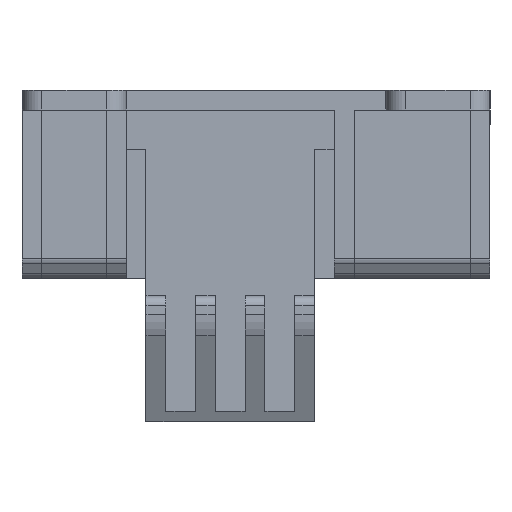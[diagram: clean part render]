
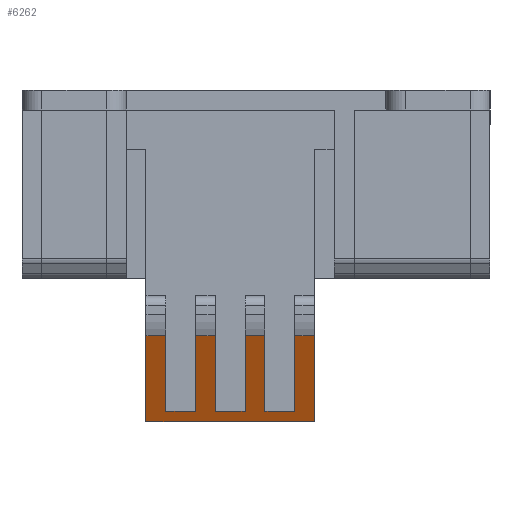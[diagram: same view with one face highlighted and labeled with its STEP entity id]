
A CAD part, left-side view. The second image highlights one B-rep face of the part: STEP entity #6262.
In plain terms, the highlighted planar face has unit normal (-0.907, 0, -0.421).
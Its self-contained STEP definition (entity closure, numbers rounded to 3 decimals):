
#59 = EDGE_CURVE ( 'NONE', #6443, #8180, #2784, .T. ) ;
#95 = CARTESIAN_POINT ( 'NONE',  ( -272.785, -5.9, -14.251 ) ) ;
#122 = ORIENTED_EDGE ( 'NONE', *, *, #1664, .T. ) ;
#217 = LINE ( 'NONE', #1252, #5477 ) ;
#266 = ORIENTED_EDGE ( 'NONE', *, *, #1918, .T. ) ;
#271 = CARTESIAN_POINT ( 'NONE',  ( -268.75, 4.1, -22.945 ) ) ;
#291 = FACE_OUTER_BOUND ( 'NONE', #7352, .T. ) ;
#353 = EDGE_CURVE ( 'NONE', #8335, #2722, #1737, .T. ) ;
#470 = CARTESIAN_POINT ( 'NONE',  ( -272.785, -5.9, -14.251 ) ) ;
#559 = LINE ( 'NONE', #5577, #6055 ) ;
#737 = CARTESIAN_POINT ( 'NONE',  ( -272.785, -5.9, -14.251 ) ) ;
#768 = DIRECTION ( 'NONE',  ( 0., 1., 0. ) ) ;
#786 = EDGE_CURVE ( 'NONE', #974, #5391, #8002, .T. ) ;
#859 = CARTESIAN_POINT ( 'NONE',  ( -268.75, 1.1, -22.945 ) ) ;
#974 = VERTEX_POINT ( 'NONE', #3651 ) ;
#1047 = VERTEX_POINT ( 'NONE', #2976 ) ;
#1056 = VERTEX_POINT ( 'NONE', #8703 ) ;
#1252 = CARTESIAN_POINT ( 'NONE',  ( -269.25, -5.9, -21.868 ) ) ;
#1297 = ORIENTED_EDGE ( 'NONE', *, *, #786, .T. ) ;
#1342 = CARTESIAN_POINT ( 'NONE',  ( -269.25, -5.9, -21.868 ) ) ;
#1400 = DIRECTION ( 'NONE',  ( 0., 1., 0. ) ) ;
#1437 = VERTEX_POINT ( 'NONE', #5589 ) ;
#1607 = DIRECTION ( 'NONE',  ( 0.421, 0., -0.907 ) ) ;
#1621 = CARTESIAN_POINT ( 'NONE',  ( -272.785, -0.9, -14.251 ) ) ;
#1650 = VECTOR ( 'NONE', #7156, 1000. ) ;
#1664 = EDGE_CURVE ( 'NONE', #8455, #1056, #3382, .T. ) ;
#1707 = CARTESIAN_POINT ( 'NONE',  ( -272.785, 1.1, -14.251 ) ) ;
#1737 = LINE ( 'NONE', #737, #3665 ) ;
#1844 = DIRECTION ( 'NONE',  ( -0.421, 0., 0.907 ) ) ;
#1894 = CARTESIAN_POINT ( 'NONE',  ( -268.75, 11.1, -22.945 ) ) ;
#1918 = EDGE_CURVE ( 'NONE', #1047, #974, #6630, .T. ) ;
#2097 = CARTESIAN_POINT ( 'NONE',  ( -268.75, -5.9, -22.945 ) ) ;
#2105 = VECTOR ( 'NONE', #2502, 1000. ) ;
#2384 = ORIENTED_EDGE ( 'NONE', *, *, #5175, .T. ) ;
#2423 = ORIENTED_EDGE ( 'NONE', *, *, #2947, .T. ) ;
#2492 = VECTOR ( 'NONE', #1844, 1000. ) ;
#2502 = DIRECTION ( 'NONE',  ( -0.421, 0., 0.907 ) ) ;
#2517 = CARTESIAN_POINT ( 'NONE',  ( -268.75, -0.9, -22.945 ) ) ;
#2588 = ORIENTED_EDGE ( 'NONE', *, *, #9025, .T. ) ;
#2621 = CARTESIAN_POINT ( 'NONE',  ( -269.25, -5.9, -21.868 ) ) ;
#2722 = VERTEX_POINT ( 'NONE', #8559 ) ;
#2782 = CARTESIAN_POINT ( 'NONE',  ( -269.25, 9.1, -21.868 ) ) ;
#2784 = LINE ( 'NONE', #2621, #5913 ) ;
#2904 = VECTOR ( 'NONE', #1607, 1000. ) ;
#2947 = EDGE_CURVE ( 'NONE', #8180, #1047, #5236, .T. ) ;
#2976 = CARTESIAN_POINT ( 'NONE',  ( -272.785, 4.1, -14.251 ) ) ;
#3068 = DIRECTION ( 'NONE',  ( -0.421, 0., 0.907 ) ) ;
#3214 = DIRECTION ( 'NONE',  ( 0.421, 0., -0.907 ) ) ;
#3279 = PLANE ( 'NONE',  #9153 ) ;
#3310 = DIRECTION ( 'NONE',  ( -0.421, 0., 0.907 ) ) ;
#3382 = LINE ( 'NONE', #3878, #7069 ) ;
#3393 = CARTESIAN_POINT ( 'NONE',  ( -272.785, -3.9, -14.251 ) ) ;
#3588 = DIRECTION ( 'NONE',  ( 0., 1., 0. ) ) ;
#3651 = CARTESIAN_POINT ( 'NONE',  ( -272.785, 6.1, -14.251 ) ) ;
#3658 = CARTESIAN_POINT ( 'NONE',  ( -269.25, 4.1, -21.868 ) ) ;
#3665 = VECTOR ( 'NONE', #768, 1000. ) ;
#3795 = VECTOR ( 'NONE', #4417, 1000. ) ;
#3878 = CARTESIAN_POINT ( 'NONE',  ( -268.75, -3.9, -22.945 ) ) ;
#3968 = CARTESIAN_POINT ( 'NONE',  ( -272.785, 9.1, -14.251 ) ) ;
#4175 = VERTEX_POINT ( 'NONE', #2782 ) ;
#4203 = CARTESIAN_POINT ( 'NONE',  ( -268.75, 11.1, -22.945 ) ) ;
#4370 = VECTOR ( 'NONE', #1400, 1000. ) ;
#4417 = DIRECTION ( 'NONE',  ( -0.421, 0., 0.907 ) ) ;
#4656 = EDGE_CURVE ( 'NONE', #4175, #8335, #559, .T. ) ;
#4672 = EDGE_CURVE ( 'NONE', #6588, #8455, #7537, .T. ) ;
#4679 = EDGE_CURVE ( 'NONE', #5391, #4175, #8417, .T. ) ;
#4685 = LINE ( 'NONE', #470, #5247 ) ;
#4719 = CARTESIAN_POINT ( 'NONE',  ( -268.75, 6.1, -22.945 ) ) ;
#5013 = CARTESIAN_POINT ( 'NONE',  ( -272.785, -5.9, -14.251 ) ) ;
#5175 = EDGE_CURVE ( 'NONE', #6471, #6588, #8077, .T. ) ;
#5236 = LINE ( 'NONE', #271, #5349 ) ;
#5247 = VECTOR ( 'NONE', #5549, 1000. ) ;
#5349 = VECTOR ( 'NONE', #3068, 1000. ) ;
#5355 = LINE ( 'NONE', #859, #2904 ) ;
#5391 = VERTEX_POINT ( 'NONE', #9128 ) ;
#5399 = LINE ( 'NONE', #2517, #2492 ) ;
#5406 = EDGE_CURVE ( 'NONE', #1056, #1437, #217, .T. ) ;
#5463 = ORIENTED_EDGE ( 'NONE', *, *, #4679, .T. ) ;
#5477 = VECTOR ( 'NONE', #8628, 1000. ) ;
#5478 = EDGE_CURVE ( 'NONE', #8219, #6443, #5355, .T. ) ;
#5495 = VECTOR ( 'NONE', #5616, 1000. ) ;
#5507 = DIRECTION ( 'NONE',  ( 0.421, 0., -0.907 ) ) ;
#5549 = DIRECTION ( 'NONE',  ( 0., 1., 0. ) ) ;
#5577 = CARTESIAN_POINT ( 'NONE',  ( -268.75, 9.1, -22.945 ) ) ;
#5589 = CARTESIAN_POINT ( 'NONE',  ( -269.25, -0.9, -21.868 ) ) ;
#5616 = DIRECTION ( 'NONE',  ( 0., 1., 0. ) ) ;
#5913 = VECTOR ( 'NONE', #9080, 1000. ) ;
#6055 = VECTOR ( 'NONE', #7016, 1000. ) ;
#6180 = CARTESIAN_POINT ( 'NONE',  ( -268.75, -5.9, -22.945 ) ) ;
#6220 = CARTESIAN_POINT ( 'NONE',  ( -272.785, -5.9, -14.251 ) ) ;
#6262 = ADVANCED_FACE ( 'NONE', ( #291 ), #3279, .T. ) ;
#6360 = CARTESIAN_POINT ( 'NONE',  ( -268.75, -5.9, -22.945 ) ) ;
#6443 = VERTEX_POINT ( 'NONE', #7056 ) ;
#6471 = VERTEX_POINT ( 'NONE', #6360 ) ;
#6588 = VERTEX_POINT ( 'NONE', #95 ) ;
#6630 = LINE ( 'NONE', #6220, #8190 ) ;
#6900 = VERTEX_POINT ( 'NONE', #4203 ) ;
#7016 = DIRECTION ( 'NONE',  ( -0.421, 0., 0.907 ) ) ;
#7056 = CARTESIAN_POINT ( 'NONE',  ( -269.25, 1.1, -21.868 ) ) ;
#7069 = VECTOR ( 'NONE', #3214, 1000. ) ;
#7110 = ORIENTED_EDGE ( 'NONE', *, *, #5478, .T. ) ;
#7156 = DIRECTION ( 'NONE',  ( 0., 1., 0. ) ) ;
#7331 = VECTOR ( 'NONE', #5507, 1000. ) ;
#7345 = ORIENTED_EDGE ( 'NONE', *, *, #8405, .F. ) ;
#7352 = EDGE_LOOP ( 'NONE', ( #7657, #122, #8230, #2588, #7971, #7110, #7911, #2423, #266, #1297, #5463, #7470, #8893, #7345, #8876, #2384 ) ) ;
#7470 = ORIENTED_EDGE ( 'NONE', *, *, #4656, .T. ) ;
#7537 = LINE ( 'NONE', #5013, #5495 ) ;
#7553 = DIRECTION ( 'NONE',  ( -0.907, 0., -0.421 ) ) ;
#7604 = VERTEX_POINT ( 'NONE', #1621 ) ;
#7657 = ORIENTED_EDGE ( 'NONE', *, *, #4672, .T. ) ;
#7879 = EDGE_CURVE ( 'NONE', #7604, #8219, #4685, .T. ) ;
#7911 = ORIENTED_EDGE ( 'NONE', *, *, #59, .T. ) ;
#7971 = ORIENTED_EDGE ( 'NONE', *, *, #7879, .T. ) ;
#8002 = LINE ( 'NONE', #4719, #7331 ) ;
#8007 = CARTESIAN_POINT ( 'NONE',  ( -268.75, -5.9, -22.945 ) ) ;
#8047 = EDGE_CURVE ( 'NONE', #6471, #6900, #8393, .T. ) ;
#8077 = LINE ( 'NONE', #8007, #3795 ) ;
#8160 = LINE ( 'NONE', #1894, #2105 ) ;
#8180 = VERTEX_POINT ( 'NONE', #3658 ) ;
#8190 = VECTOR ( 'NONE', #3588, 1000. ) ;
#8219 = VERTEX_POINT ( 'NONE', #1707 ) ;
#8230 = ORIENTED_EDGE ( 'NONE', *, *, #5406, .T. ) ;
#8335 = VERTEX_POINT ( 'NONE', #3968 ) ;
#8393 = LINE ( 'NONE', #2097, #1650 ) ;
#8405 = EDGE_CURVE ( 'NONE', #6900, #2722, #8160, .T. ) ;
#8417 = LINE ( 'NONE', #1342, #4370 ) ;
#8455 = VERTEX_POINT ( 'NONE', #3393 ) ;
#8559 = CARTESIAN_POINT ( 'NONE',  ( -272.785, 11.1, -14.251 ) ) ;
#8628 = DIRECTION ( 'NONE',  ( 0., 1., 0. ) ) ;
#8703 = CARTESIAN_POINT ( 'NONE',  ( -269.25, -3.9, -21.868 ) ) ;
#8876 = ORIENTED_EDGE ( 'NONE', *, *, #8047, .F. ) ;
#8893 = ORIENTED_EDGE ( 'NONE', *, *, #353, .T. ) ;
#9025 = EDGE_CURVE ( 'NONE', #1437, #7604, #5399, .T. ) ;
#9080 = DIRECTION ( 'NONE',  ( 0., 1., 0. ) ) ;
#9128 = CARTESIAN_POINT ( 'NONE',  ( -269.25, 6.1, -21.868 ) ) ;
#9153 = AXIS2_PLACEMENT_3D ( 'NONE', #6180, #7553, #3310 ) ;
